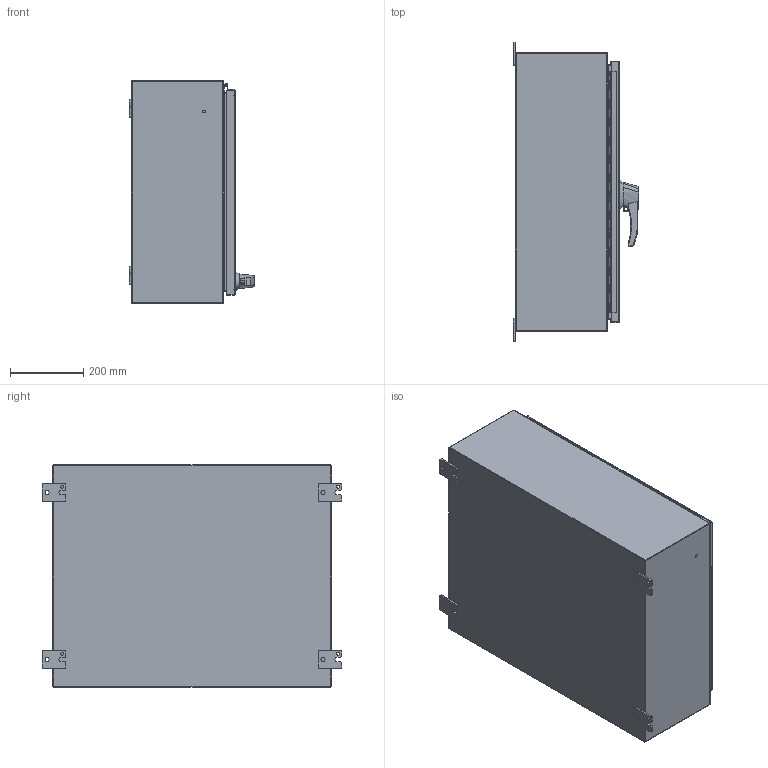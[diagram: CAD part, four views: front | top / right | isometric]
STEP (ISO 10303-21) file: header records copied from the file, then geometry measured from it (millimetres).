
FILE_DESCRIPTION (( 'STEP AP214' ), '1' );
FILE_NAME ('HW302410GYHK.STEP', '2019-08-12T21:35:48', ( '' ), ( '' ), 'SwSTEP 2.0', 'SolidWorks 2018', '' );
FILE_SCHEMA (( 'AUTOMOTIVE_DESIGN' ));
Length unit declared in the file: inch
Products named in the file (1): HW302410GYHK
Bounding box: 343.2 x 819.15 x 609.6 mm (x, y, z)
Volume: 3882536.9 mm3; surface area: 3956137.6 mm2
Topology: 39 solids, 40 shells, 1429 faces, 3581 edges, 2271 vertices
Faces by surface type: plane 696, cylinder 589, bspline 93, cone 51
Entity records: 99691 total; most frequent: CARTESIAN_POINT 46954, ORIENTED_EDGE 7146, DIRECTION 6739, EDGE_CURVE 3573, AXIS2_PLACEMENT_3D 2313, VERTEX_POINT 2271, LINE 2113, VECTOR 2113
